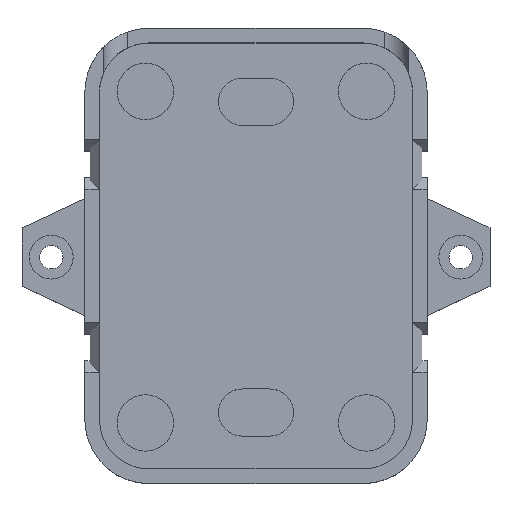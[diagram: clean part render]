
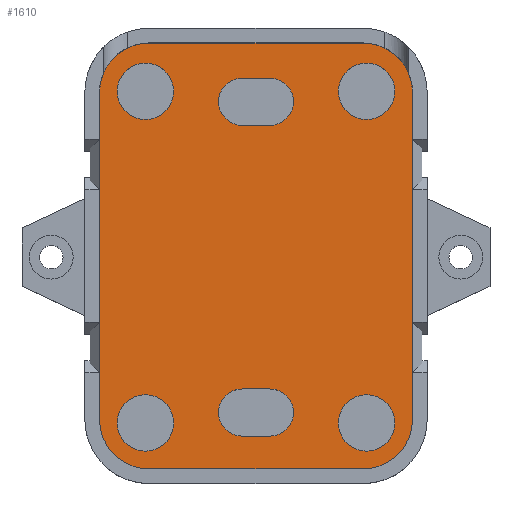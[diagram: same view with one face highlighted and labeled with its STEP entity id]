
A CAD part, top view. The second image highlights one B-rep face of the part: STEP entity #1610.
In plain terms, the highlighted planar face has unit normal (0, 0, 1).
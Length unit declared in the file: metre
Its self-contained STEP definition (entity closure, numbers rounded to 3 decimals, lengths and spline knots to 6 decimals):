
#60=CIRCLE('',#1730,0.006127);
#61=CIRCLE('',#1731,0.010738);
#62=CIRCLE('',#1732,0.010738);
#63=CIRCLE('',#1733,0.010738);
#64=CIRCLE('',#1734,0.010738);
#65=CIRCLE('',#1735,0.006127);
#66=CIRCLE('',#1736,0.005127);
#67=CIRCLE('',#1737,0.005127);
#68=CIRCLE('',#1738,0.005127);
#69=CIRCLE('',#1739,0.005127);
#70=CIRCLE('',#1740,0.006127);
#71=CIRCLE('',#1741,0.006127);
#202=ORIENTED_EDGE('',*,*,#652,.F.);
#203=ORIENTED_EDGE('',*,*,#653,.T.);
#204=ORIENTED_EDGE('',*,*,#654,.F.);
#205=ORIENTED_EDGE('',*,*,#655,.T.);
#206=ORIENTED_EDGE('',*,*,#656,.F.);
#207=ORIENTED_EDGE('',*,*,#657,.T.);
#208=ORIENTED_EDGE('',*,*,#658,.F.);
#209=ORIENTED_EDGE('',*,*,#659,.T.);
#210=ORIENTED_EDGE('',*,*,#660,.F.);
#211=ORIENTED_EDGE('',*,*,#661,.F.);
#212=ORIENTED_EDGE('',*,*,#662,.F.);
#213=ORIENTED_EDGE('',*,*,#663,.T.);
#214=ORIENTED_EDGE('',*,*,#664,.F.);
#215=ORIENTED_EDGE('',*,*,#665,.F.);
#216=ORIENTED_EDGE('',*,*,#666,.F.);
#217=ORIENTED_EDGE('',*,*,#667,.T.);
#218=ORIENTED_EDGE('',*,*,#668,.F.);
#219=ORIENTED_EDGE('',*,*,#669,.F.);
#220=ORIENTED_EDGE('',*,*,#670,.F.);
#221=ORIENTED_EDGE('',*,*,#671,.F.);
#652=EDGE_CURVE('',#872,#872,#60,.F.);
#653=EDGE_CURVE('',#873,#874,#61,.F.);
#654=EDGE_CURVE('',#875,#874,#1024,.T.);
#655=EDGE_CURVE('',#875,#876,#62,.F.);
#656=EDGE_CURVE('',#877,#876,#1025,.T.);
#657=EDGE_CURVE('',#877,#878,#63,.F.);
#658=EDGE_CURVE('',#879,#878,#1026,.T.);
#659=EDGE_CURVE('',#879,#880,#64,.F.);
#660=EDGE_CURVE('',#873,#880,#1027,.T.);
#661=EDGE_CURVE('',#881,#881,#65,.F.);
#662=EDGE_CURVE('',#882,#883,#66,.F.);
#663=EDGE_CURVE('',#882,#884,#1028,.T.);
#664=EDGE_CURVE('',#885,#884,#67,.F.);
#665=EDGE_CURVE('',#883,#885,#1029,.T.);
#666=EDGE_CURVE('',#886,#887,#68,.F.);
#667=EDGE_CURVE('',#886,#888,#1030,.T.);
#668=EDGE_CURVE('',#889,#888,#69,.F.);
#669=EDGE_CURVE('',#887,#889,#1031,.T.);
#670=EDGE_CURVE('',#890,#890,#70,.F.);
#671=EDGE_CURVE('',#891,#891,#71,.F.);
#872=VERTEX_POINT('',#2504);
#873=VERTEX_POINT('',#2506);
#874=VERTEX_POINT('',#2507);
#875=VERTEX_POINT('',#2509);
#876=VERTEX_POINT('',#2511);
#877=VERTEX_POINT('',#2513);
#878=VERTEX_POINT('',#2515);
#879=VERTEX_POINT('',#2517);
#880=VERTEX_POINT('',#2519);
#881=VERTEX_POINT('',#2522);
#882=VERTEX_POINT('',#2524);
#883=VERTEX_POINT('',#2525);
#884=VERTEX_POINT('',#2527);
#885=VERTEX_POINT('',#2529);
#886=VERTEX_POINT('',#2532);
#887=VERTEX_POINT('',#2533);
#888=VERTEX_POINT('',#2535);
#889=VERTEX_POINT('',#2537);
#890=VERTEX_POINT('',#2540);
#891=VERTEX_POINT('',#2542);
#1024=LINE('',#2508,#1206);
#1025=LINE('',#2512,#1207);
#1026=LINE('',#2516,#1208);
#1027=LINE('',#2520,#1209);
#1028=LINE('',#2526,#1210);
#1029=LINE('',#2530,#1211);
#1030=LINE('',#2534,#1212);
#1031=LINE('',#2538,#1213);
#1206=VECTOR('',#1991,1.);
#1207=VECTOR('',#1994,1.);
#1208=VECTOR('',#1997,1.);
#1209=VECTOR('',#2000,1.);
#1210=VECTOR('',#2005,1.);
#1211=VECTOR('',#2008,1.);
#1212=VECTOR('',#2011,1.);
#1213=VECTOR('',#2014,1.);
#1318=EDGE_LOOP('',(#202));
#1319=EDGE_LOOP('',(#203,#204,#205,#206,#207,#208,#209,#210));
#1320=EDGE_LOOP('',(#211));
#1321=EDGE_LOOP('',(#212,#213,#214,#215));
#1322=EDGE_LOOP('',(#216,#217,#218,#219));
#1323=EDGE_LOOP('',(#220));
#1324=EDGE_LOOP('',(#221));
#1430=FACE_BOUND('',#1318,.T.);
#1431=FACE_BOUND('',#1319,.T.);
#1432=FACE_BOUND('',#1320,.T.);
#1433=FACE_BOUND('',#1321,.T.);
#1434=FACE_BOUND('',#1322,.T.);
#1435=FACE_BOUND('',#1323,.T.);
#1436=FACE_BOUND('',#1324,.T.);
#1540=PLANE('',#1729);
#1610=ADVANCED_FACE('',(#1430,#1431,#1432,#1433,#1434,#1435,#1436),#1540,
 .F.);
#1729=AXIS2_PLACEMENT_3D('',#2502,#1985,#1986);
#1730=AXIS2_PLACEMENT_3D('',#2503,#1987,#1988);
#1731=AXIS2_PLACEMENT_3D('',#2505,#1989,#1990);
#1732=AXIS2_PLACEMENT_3D('',#2510,#1992,#1993);
#1733=AXIS2_PLACEMENT_3D('',#2514,#1995,#1996);
#1734=AXIS2_PLACEMENT_3D('',#2518,#1998,#1999);
#1735=AXIS2_PLACEMENT_3D('',#2521,#2001,#2002);
#1736=AXIS2_PLACEMENT_3D('',#2523,#2003,#2004);
#1737=AXIS2_PLACEMENT_3D('',#2528,#2006,#2007);
#1738=AXIS2_PLACEMENT_3D('',#2531,#2009,#2010);
#1739=AXIS2_PLACEMENT_3D('',#2536,#2012,#2013);
#1740=AXIS2_PLACEMENT_3D('',#2539,#2015,#2016);
#1741=AXIS2_PLACEMENT_3D('',#2541,#2017,#2018);
#1985=DIRECTION('',(0.,0.,-1.));
#1986=DIRECTION('',(0.,1.,0.));
#1987=DIRECTION('',(0.,0.,-1.));
#1988=DIRECTION('',(-1.,0.,0.));
#1989=DIRECTION('',(0.,0.,-1.));
#1990=DIRECTION('',(-1.,0.,0.));
#1991=DIRECTION('',(-1.,0.,0.));
#1992=DIRECTION('',(0.,0.,-1.));
#1993=DIRECTION('',(-1.,0.,0.));
#1994=DIRECTION('',(0.,-1.,0.));
#1995=DIRECTION('',(0.,0.,-1.));
#1996=DIRECTION('',(-1.,0.,0.));
#1997=DIRECTION('',(1.,0.,0.));
#1998=DIRECTION('',(0.,0.,-1.));
#1999=DIRECTION('',(-1.,0.,0.));
#2000=DIRECTION('',(0.,1.,0.));
#2001=DIRECTION('',(0.,0.,-1.));
#2002=DIRECTION('',(-1.,0.,0.));
#2003=DIRECTION('',(0.,0.,-1.));
#2004=DIRECTION('',(-1.,0.,0.));
#2005=DIRECTION('',(-1.,0.,0.));
#2006=DIRECTION('',(0.,0.,-1.));
#2007=DIRECTION('',(-1.,0.,0.));
#2008=DIRECTION('',(-1.,0.,0.));
#2009=DIRECTION('',(0.,0.,-1.));
#2010=DIRECTION('',(-1.,0.,0.));
#2011=DIRECTION('',(-1.,0.,0.));
#2012=DIRECTION('',(0.,0.,-1.));
#2013=DIRECTION('',(-1.,0.,0.));
#2014=DIRECTION('',(-1.,0.,0.));
#2015=DIRECTION('',(0.,0.,-1.));
#2016=DIRECTION('',(-1.,0.,0.));
#2017=DIRECTION('',(0.,0.,-1.));
#2018=DIRECTION('',(-1.,0.,0.));
#2502=CARTESIAN_POINT('',(-0.02325,-0.03525,0.));
#2503=CARTESIAN_POINT('',(0.024,-0.036,0.));
#2504=CARTESIAN_POINT('',(0.017873,-0.036,0.));
#2505=CARTESIAN_POINT('',(-0.02325,-0.03525,0.));
#2506=CARTESIAN_POINT('',(-0.033988,-0.03525,0.));
#2507=CARTESIAN_POINT('',(-0.02325,-0.045988,0.));
#2508=CARTESIAN_POINT('',(0.,-0.045988,0.));
#2509=CARTESIAN_POINT('',(0.02325,-0.045988,0.));
#2510=CARTESIAN_POINT('',(0.02325,-0.03525,0.));
#2511=CARTESIAN_POINT('',(0.033988,-0.03525,0.));
#2512=CARTESIAN_POINT('',(0.033988,0.00025,0.));
#2513=CARTESIAN_POINT('',(0.033988,0.03575,0.));
#2514=CARTESIAN_POINT('',(0.02325,0.03575,0.));
#2515=CARTESIAN_POINT('',(0.02325,0.046488,0.));
#2516=CARTESIAN_POINT('',(0.,0.046488,0.));
#2517=CARTESIAN_POINT('',(-0.02325,0.046488,0.));
#2518=CARTESIAN_POINT('',(-0.02325,0.03575,0.));
#2519=CARTESIAN_POINT('',(-0.033988,0.03575,0.));
#2520=CARTESIAN_POINT('',(-0.033988,0.00025,0.));
#2521=CARTESIAN_POINT('',(0.024,0.036,0.));
#2522=CARTESIAN_POINT('',(0.017873,0.036,0.));
#2523=CARTESIAN_POINT('',(0.003,0.033735,0.));
#2524=CARTESIAN_POINT('',(0.003,0.028608,0.));
#2525=CARTESIAN_POINT('',(0.003,0.038862,0.));
#2526=CARTESIAN_POINT('',(0.,0.028608,0.));
#2527=CARTESIAN_POINT('',(-0.003,0.028608,0.));
#2528=CARTESIAN_POINT('',(-0.003,0.033735,0.));
#2529=CARTESIAN_POINT('',(-0.003,0.038862,0.));
#2530=CARTESIAN_POINT('',(0.,0.038862,0.));
#2531=CARTESIAN_POINT('',(0.003,-0.033735,0.));
#2532=CARTESIAN_POINT('',(0.003,-0.038862,0.));
#2533=CARTESIAN_POINT('',(0.003,-0.028608,0.));
#2534=CARTESIAN_POINT('',(0.,-0.038862,0.));
#2535=CARTESIAN_POINT('',(-0.003,-0.038862,0.));
#2536=CARTESIAN_POINT('',(-0.003,-0.033735,0.));
#2537=CARTESIAN_POINT('',(-0.003,-0.028608,0.));
#2538=CARTESIAN_POINT('',(0.,-0.028608,0.));
#2539=CARTESIAN_POINT('',(-0.024,-0.036,0.));
#2540=CARTESIAN_POINT('',(-0.030127,-0.036,0.));
#2541=CARTESIAN_POINT('',(-0.024,0.036,0.));
#2542=CARTESIAN_POINT('',(-0.030127,0.036,0.));
